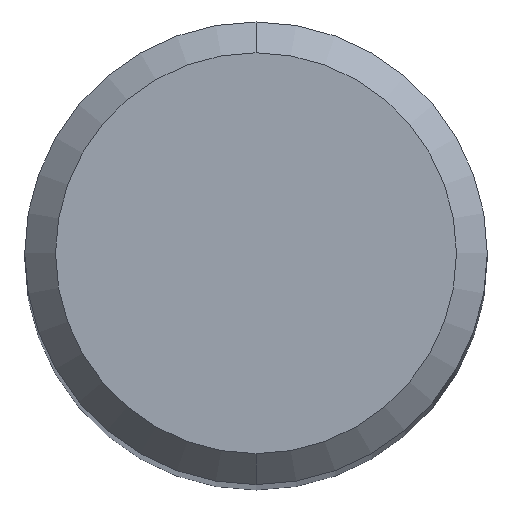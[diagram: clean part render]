
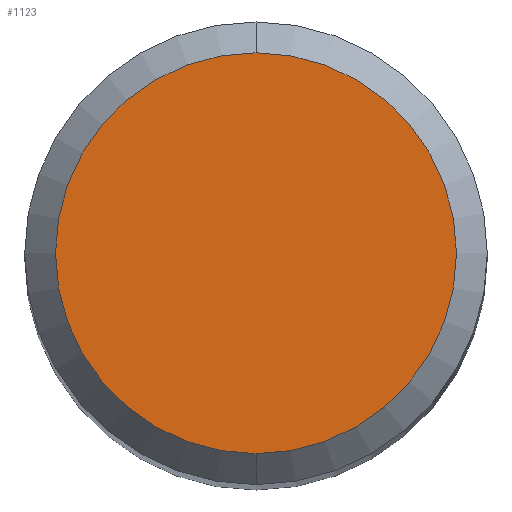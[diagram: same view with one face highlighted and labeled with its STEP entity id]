
A CAD part, top view. The second image highlights one B-rep face of the part: STEP entity #1123.
In plain terms, the highlighted planar face has unit normal (0, 0, 1).
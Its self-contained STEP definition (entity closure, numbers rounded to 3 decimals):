
#699=EDGE_CURVE('',#1309,#1207,#1595,.T.);
#887=EDGE_CURVE('',#1207,#1309,#1798,.T.);
#1123=ADVANCED_FACE('',(#2054),#2055,.T.);
#1207=VERTEX_POINT('',#2150);
#1309=VERTEX_POINT('',#2259);
#1595=CIRCLE('',#4415,2.6);
#1798=CIRCLE('',#5955,2.6);
#2054=FACE_OUTER_BOUND('',#7706,.T.);
#2055=PLANE('',#7707);
#2150=CARTESIAN_POINT('',(0.0,2.6,0.0));
#2259=CARTESIAN_POINT('',(0.,-2.6,0.0));
#4415=AXIS2_PLACEMENT_3D('',#9572,#9573,#9574);
#5955=AXIS2_PLACEMENT_3D('',#9768,#9769,#9770);
#7706=EDGE_LOOP('',(#10043,#10044));
#7707=AXIS2_PLACEMENT_3D('',#10045,#10046,#10047);
#9572=CARTESIAN_POINT('',(0.0,0.0,0.0));
#9573=DIRECTION('',(0.0,0.0,-1.0));
#9574=DIRECTION('',(0.0,1.0,0.0));
#9768=CARTESIAN_POINT('',(0.0,0.0,0.0));
#9769=DIRECTION('',(0.0,0.0,-1.0));
#9770=DIRECTION('',(0.0,1.0,0.0));
#10043=ORIENTED_EDGE('',*,*,#887,.F.);
#10044=ORIENTED_EDGE('',*,*,#699,.F.);
#10045=CARTESIAN_POINT('',(0.0,1.3,0.0));
#10046=DIRECTION('',(-0.0,0.0,1.0));
#10047=DIRECTION('',(0.0,-1.0,0.0));
